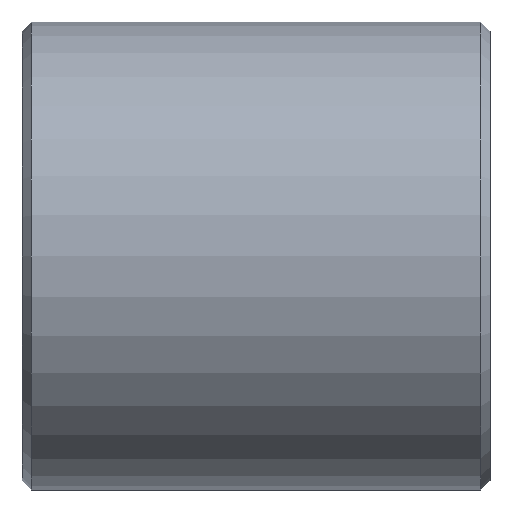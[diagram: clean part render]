
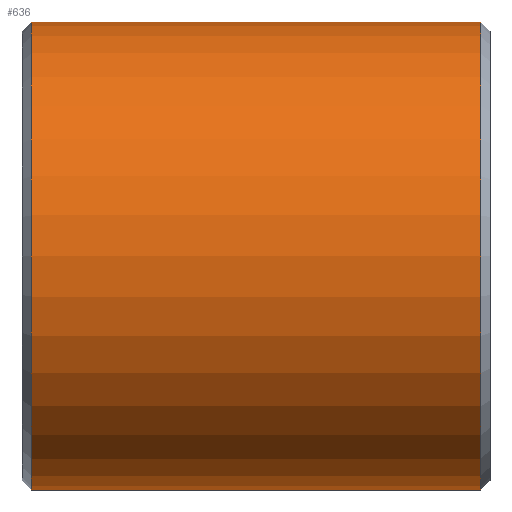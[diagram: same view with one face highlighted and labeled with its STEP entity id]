
A CAD part, left-side view. The second image highlights one B-rep face of the part: STEP entity #636.
In plain terms, the highlighted cylindrical face has radius 7.5 mm (diameter 15 mm), a partial arc.
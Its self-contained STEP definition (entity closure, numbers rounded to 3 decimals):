
#196 = CIRCLE ( 'NONE', #203, 7.5 ) ;
#198 = DIRECTION ( 'NONE',  ( 0., 0., -1. ) ) ;
#199 = DIRECTION ( 'NONE',  ( 0., -1., 0. ) ) ;
#202 = CARTESIAN_POINT ( 'NONE',  ( 0., -7.2, 0. ) ) ;
#203 = AXIS2_PLACEMENT_3D ( 'NONE', #202, #199, #198 ) ;
#488 = VERTEX_POINT ( 'NONE', #1094 ) ;
#496 = VERTEX_POINT ( 'NONE', #1237 ) ;
#572 = EDGE_CURVE ( 'NONE', #578, #613, #1339, .T. ) ;
#576 = EDGE_CURVE ( 'NONE', #496, #488, #1264, .T. ) ;
#578 = VERTEX_POINT ( 'NONE', #1270 ) ;
#613 = VERTEX_POINT ( 'NONE', #1894 ) ;
#626 = ORIENTED_EDGE ( 'NONE', *, *, #662, .F. ) ;
#632 = ORIENTED_EDGE ( 'NONE', *, *, #572, .T. ) ;
#634 = EDGE_LOOP ( 'NONE', ( #638, #637, #632, #626 ) ) ;
#635 = EDGE_CURVE ( 'NONE', #496, #578, #2019, .T. ) ;
#636 = ADVANCED_FACE ( 'NONE', ( #2014 ), #2013, .T. ) ;
#637 = ORIENTED_EDGE ( 'NONE', *, *, #635, .T. ) ;
#638 = ORIENTED_EDGE ( 'NONE', *, *, #576, .F. ) ;
#662 = EDGE_CURVE ( 'NONE', #488, #613, #196, .T. ) ;
#1094 = CARTESIAN_POINT ( 'NONE',  ( 0., -7.2, 7.5 ) ) ;
#1237 = CARTESIAN_POINT ( 'NONE',  ( 0., 7.2, 7.5 ) ) ;
#1262 = VECTOR ( 'NONE', #1276, 1000. ) ;
#1263 = CARTESIAN_POINT ( 'NONE',  ( 0., -9.881, 7.5 ) ) ;
#1264 = LINE ( 'NONE', #1263, #1262 ) ;
#1270 = CARTESIAN_POINT ( 'NONE',  ( 0., 7.2, -7.5 ) ) ;
#1276 = DIRECTION ( 'NONE',  ( 0., -1., 0. ) ) ;
#1339 = LINE ( 'NONE', #1343, #1342 ) ;
#1341 = DIRECTION ( 'NONE',  ( 0., -1., 0. ) ) ;
#1342 = VECTOR ( 'NONE', #1341, 1000. ) ;
#1343 = CARTESIAN_POINT ( 'NONE',  ( 0., -9.881, -7.5 ) ) ;
#1894 = CARTESIAN_POINT ( 'NONE',  ( 0., -7.2, -7.5 ) ) ;
#2008 = DIRECTION ( 'NONE',  ( 0., 0., -1. ) ) ;
#2009 = DIRECTION ( 'NONE',  ( 0., -1., 0. ) ) ;
#2010 = AXIS2_PLACEMENT_3D ( 'NONE', #2012, #2009, #2008 ) ;
#2012 = CARTESIAN_POINT ( 'NONE',  ( 0., -9.881, 0. ) ) ;
#2013 = CYLINDRICAL_SURFACE ( 'NONE', #2010, 7.5 ) ;
#2014 = FACE_OUTER_BOUND ( 'NONE', #634, .T. ) ;
#2015 = DIRECTION ( 'NONE',  ( 0., 0., -1. ) ) ;
#2016 = DIRECTION ( 'NONE',  ( 0., -1., 0. ) ) ;
#2017 = CARTESIAN_POINT ( 'NONE',  ( 0., 7.2, 0. ) ) ;
#2018 = AXIS2_PLACEMENT_3D ( 'NONE', #2017, #2016, #2015 ) ;
#2019 = CIRCLE ( 'NONE', #2018, 7.5 ) ;
